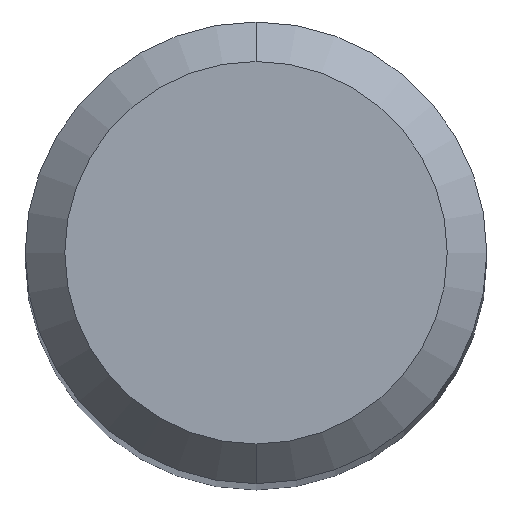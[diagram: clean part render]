
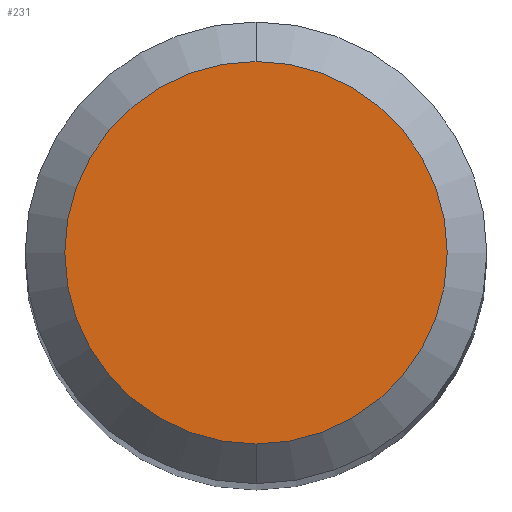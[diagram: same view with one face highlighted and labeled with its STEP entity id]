
A CAD part, top view. The second image highlights one B-rep face of the part: STEP entity #231.
In plain terms, the highlighted planar face has unit normal (0, 0, 1).
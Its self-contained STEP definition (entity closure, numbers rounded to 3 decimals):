
#171=EDGE_CURVE('',#197,#279,#404,.T.);
#191=EDGE_CURVE('',#279,#197,#425,.T.);
#197=VERTEX_POINT('',#431);
#231=ADVANCED_FACE('',(#472),#473,.T.);
#279=VERTEX_POINT('',#529);
#404=CIRCLE('',#670,1.45);
#425=CIRCLE('',#702,1.45);
#431=CARTESIAN_POINT('',(0.0,1.45,0.0));
#472=FACE_OUTER_BOUND('',#761,.T.);
#473=PLANE('',#762);
#529=CARTESIAN_POINT('',(0.,-1.45,0.0));
#670=AXIS2_PLACEMENT_3D('',#969,#970,#971);
#702=AXIS2_PLACEMENT_3D('',#995,#996,#997);
#761=EDGE_LOOP('',(#1055,#1056));
#762=AXIS2_PLACEMENT_3D('',#1057,#1058,#1059);
#969=CARTESIAN_POINT('',(0.0,0.0,0.0));
#970=DIRECTION('',(0.0,0.0,-1.0));
#971=DIRECTION('',(0.0,1.0,0.0));
#995=CARTESIAN_POINT('',(0.0,0.0,0.0));
#996=DIRECTION('',(0.0,0.0,-1.0));
#997=DIRECTION('',(0.0,1.0,0.0));
#1055=ORIENTED_EDGE('',*,*,#171,.F.);
#1056=ORIENTED_EDGE('',*,*,#191,.F.);
#1057=CARTESIAN_POINT('',(0.0,0.725,0.0));
#1058=DIRECTION('',(-0.0,0.0,1.0));
#1059=DIRECTION('',(0.0,-1.0,0.0));
